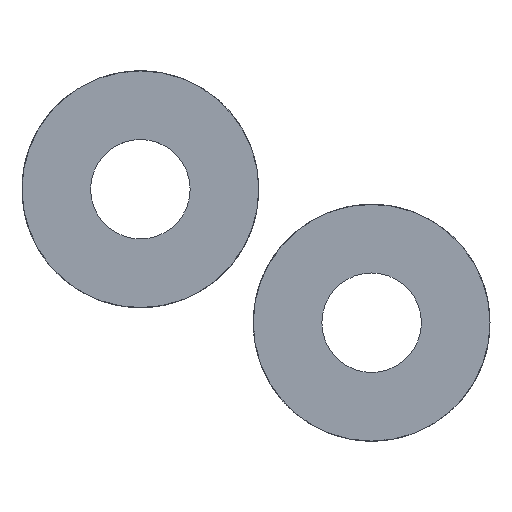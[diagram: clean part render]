
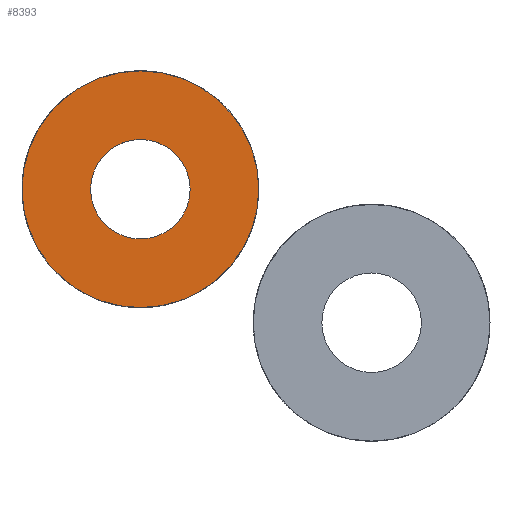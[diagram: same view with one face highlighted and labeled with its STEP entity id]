
A CAD part, top view. The second image highlights one B-rep face of the part: STEP entity #8393.
In plain terms, the highlighted planar face has unit normal (0, 0, 1).
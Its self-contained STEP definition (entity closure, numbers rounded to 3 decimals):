
#1312 = CARTESIAN_POINT ( 'NONE',  ( -263.961, 113.394, 3. ) ) ;
#2562 = CARTESIAN_POINT ( 'NONE',  ( -249.688, 88.672, 3. ) ) ;
#3131 = AXIS2_PLACEMENT_3D ( 'NONE', #24543, #27777, #10450 ) ;
#3715 = CARTESIAN_POINT ( 'NONE',  ( -257.961, 103.001, 3. ) ) ;
#4510 = FACE_OUTER_BOUND ( 'NONE', #10928, .T. ) ;
#4931 = VERTEX_POINT ( 'NONE', #11895 ) ;
#6992 = CARTESIAN_POINT ( 'NONE',  ( -278.234, 138.115, 3. ) ) ;
#8071 = DIRECTION ( 'NONE',  ( 0., 0., -1. ) ) ;
#8393 = ADVANCED_FACE ( 'NONE', ( #19355, #4510 ), #16307, .T. ) ;
#9875 = DIRECTION ( 'NONE',  ( 0., 0., -1. ) ) ;
#10450 = DIRECTION ( 'NONE',  ( -0.5, 0.866, 0. ) ) ;
#10928 = EDGE_LOOP ( 'NONE', ( #21944, #23528 ) ) ;
#11100 = CARTESIAN_POINT ( 'NONE',  ( -263.961, 113.394, 3. ) ) ;
#11895 = CARTESIAN_POINT ( 'NONE',  ( -269.961, 123.786, 3. ) ) ;
#15757 = CIRCLE ( 'NONE', #16935, 12. ) ;
#16132 = DIRECTION ( 'NONE',  ( 0., 0., 1. ) ) ;
#16307 = PLANE ( 'NONE',  #17020 ) ;
#16935 = AXIS2_PLACEMENT_3D ( 'NONE', #29189, #8071, #34894 ) ;
#17020 = AXIS2_PLACEMENT_3D ( 'NONE', #36493, #16132, #27739 ) ;
#17730 = EDGE_CURVE ( 'NONE', #4931, #25619, #15757, .T. ) ;
#19272 = CIRCLE ( 'NONE', #26566, 28.546 ) ;
#19355 = FACE_BOUND ( 'NONE', #36141, .T. ) ;
#21127 = EDGE_CURVE ( 'NONE', #25619, #4931, #32315, .T. ) ;
#21944 = ORIENTED_EDGE ( 'NONE', *, *, #36946, .F. ) ;
#23528 = ORIENTED_EDGE ( 'NONE', *, *, #29705, .F. ) ;
#23810 = AXIS2_PLACEMENT_3D ( 'NONE', #11100, #34325, #28614 ) ;
#24038 = VERTEX_POINT ( 'NONE', #2562 ) ;
#24543 = CARTESIAN_POINT ( 'NONE',  ( -263.961, 113.394, 3. ) ) ;
#25619 = VERTEX_POINT ( 'NONE', #3715 ) ;
#26566 = AXIS2_PLACEMENT_3D ( 'NONE', #1312, #9875, #27769 ) ;
#27739 = DIRECTION ( 'NONE',  ( -0.5, 0.866, 0. ) ) ;
#27769 = DIRECTION ( 'NONE',  ( -0.5, 0.866, 0. ) ) ;
#27777 = DIRECTION ( 'NONE',  ( 0., 0., -1. ) ) ;
#28614 = DIRECTION ( 'NONE',  ( -0.5, 0.866, 0. ) ) ;
#29189 = CARTESIAN_POINT ( 'NONE',  ( -263.961, 113.394, 3. ) ) ;
#29705 = EDGE_CURVE ( 'NONE', #32471, #24038, #19272, .T. ) ;
#29853 = ORIENTED_EDGE ( 'NONE', *, *, #17730, .T. ) ;
#31703 = CIRCLE ( 'NONE', #23810, 28.546 ) ;
#32315 = CIRCLE ( 'NONE', #3131, 12. ) ;
#32471 = VERTEX_POINT ( 'NONE', #6992 ) ;
#33733 = ORIENTED_EDGE ( 'NONE', *, *, #21127, .T. ) ;
#34325 = DIRECTION ( 'NONE',  ( 0., 0., -1. ) ) ;
#34894 = DIRECTION ( 'NONE',  ( -0.5, 0.866, 0. ) ) ;
#36141 = EDGE_LOOP ( 'NONE', ( #33733, #29853 ) ) ;
#36493 = CARTESIAN_POINT ( 'NONE',  ( -263.961, 113.394, 3. ) ) ;
#36946 = EDGE_CURVE ( 'NONE', #24038, #32471, #31703, .T. ) ;
